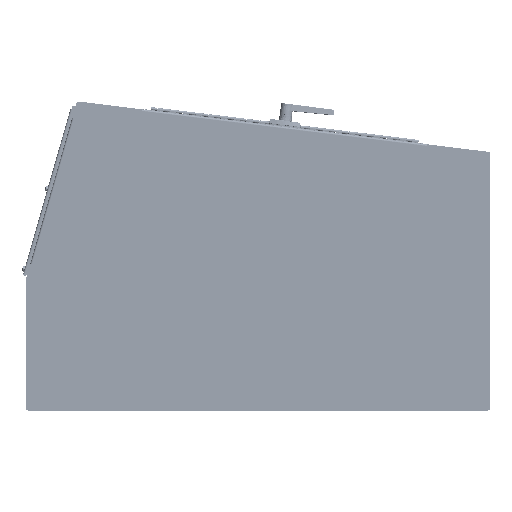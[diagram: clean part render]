
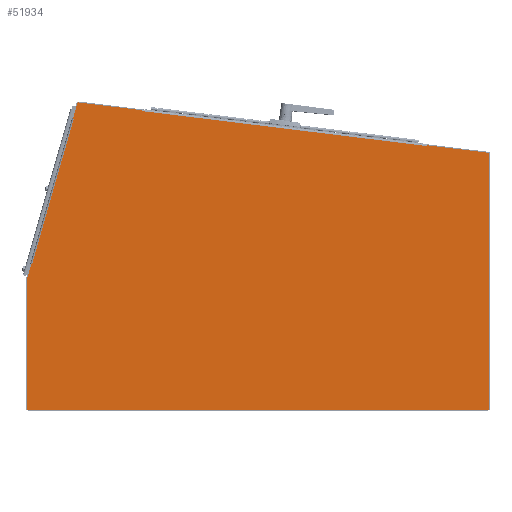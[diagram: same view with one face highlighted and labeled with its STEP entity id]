
A CAD part, left-side view. The second image highlights one B-rep face of the part: STEP entity #51934.
In plain terms, the highlighted face is planar.
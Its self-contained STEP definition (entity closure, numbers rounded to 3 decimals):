
#3130=PLANE('',#55965);
#4694=FACE_OUTER_BOUND('',#7646,.T.);
#7646=EDGE_LOOP('',(#34947,#34948,#34949,#34950,#34951,#34952,#34953,#34954,
#34955,#34956,#34957,#34958,#34959,#34960,#34961,#34962,#34963,#34964,#34965,
#34966,#34967));
#11073=LINE('',#74115,#15605);
#11076=LINE('',#74121,#15608);
#11079=LINE('',#74129,#15611);
#11082=LINE('',#74133,#15614);
#11101=LINE('',#74172,#15633);
#11103=LINE('',#74176,#15635);
#11105=LINE('',#74179,#15637);
#11106=LINE('',#74182,#15638);
#11107=LINE('',#74184,#15639);
#11108=LINE('',#74186,#15640);
#11109=LINE('',#74188,#15641);
#11110=LINE('',#74190,#15642);
#11111=LINE('',#74192,#15643);
#11112=LINE('',#74194,#15644);
#11113=LINE('',#74196,#15645);
#11114=LINE('',#74198,#15646);
#11115=LINE('',#74200,#15647);
#11116=LINE('',#74202,#15648);
#11117=LINE('',#74204,#15649);
#11118=LINE('',#74206,#15650);
#11119=LINE('',#74207,#15651);
#15605=VECTOR('',#60769,0.394);
#15608=VECTOR('',#60774,0.394);
#15611=VECTOR('',#60779,0.394);
#15614=VECTOR('',#60784,0.394);
#15633=VECTOR('',#60807,0.394);
#15635=VECTOR('',#60811,0.394);
#15637=VECTOR('',#60815,0.394);
#15638=VECTOR('',#60818,0.394);
#15639=VECTOR('',#60819,0.394);
#15640=VECTOR('',#60820,0.394);
#15641=VECTOR('',#60821,0.394);
#15642=VECTOR('',#60822,0.394);
#15643=VECTOR('',#60823,0.394);
#15644=VECTOR('',#60824,0.394);
#15645=VECTOR('',#60825,0.394);
#15646=VECTOR('',#60826,0.394);
#15647=VECTOR('',#60827,0.394);
#15648=VECTOR('',#60828,0.394);
#15649=VECTOR('',#60829,0.394);
#15650=VECTOR('',#60830,0.394);
#15651=VECTOR('',#60831,0.394);
#21805=VERTEX_POINT('',#74106);
#21806=VERTEX_POINT('',#74110);
#21808=VERTEX_POINT('',#74119);
#21811=VERTEX_POINT('',#74126);
#21812=VERTEX_POINT('',#74128);
#21829=VERTEX_POINT('',#74169);
#21830=VERTEX_POINT('',#74171);
#21831=VERTEX_POINT('',#74175);
#21832=VERTEX_POINT('',#74181);
#21833=VERTEX_POINT('',#74183);
#21834=VERTEX_POINT('',#74185);
#21835=VERTEX_POINT('',#74187);
#21836=VERTEX_POINT('',#74189);
#21837=VERTEX_POINT('',#74191);
#21838=VERTEX_POINT('',#74193);
#21839=VERTEX_POINT('',#74195);
#21840=VERTEX_POINT('',#74197);
#21841=VERTEX_POINT('',#74199);
#21842=VERTEX_POINT('',#74201);
#21843=VERTEX_POINT('',#74203);
#21844=VERTEX_POINT('',#74205);
#26915=EDGE_CURVE('',#21805,#21806,#11073,.T.);
#26918=EDGE_CURVE('',#21806,#21808,#11076,.T.);
#26921=EDGE_CURVE('',#21812,#21811,#11079,.T.);
#26924=EDGE_CURVE('',#21808,#21812,#11082,.T.);
#26943=EDGE_CURVE('',#21830,#21829,#11101,.T.);
#26945=EDGE_CURVE('',#21831,#21805,#11103,.T.);
#26947=EDGE_CURVE('',#21829,#21831,#11105,.T.);
#26948=EDGE_CURVE('',#21811,#21832,#11106,.T.);
#26949=EDGE_CURVE('',#21832,#21833,#11107,.T.);
#26950=EDGE_CURVE('',#21833,#21834,#11108,.T.);
#26951=EDGE_CURVE('',#21834,#21835,#11109,.T.);
#26952=EDGE_CURVE('',#21835,#21836,#11110,.T.);
#26953=EDGE_CURVE('',#21836,#21837,#11111,.T.);
#26954=EDGE_CURVE('',#21837,#21838,#11112,.T.);
#26955=EDGE_CURVE('',#21838,#21839,#11113,.T.);
#26956=EDGE_CURVE('',#21839,#21840,#11114,.T.);
#26957=EDGE_CURVE('',#21840,#21841,#11115,.T.);
#26958=EDGE_CURVE('',#21841,#21842,#11116,.T.);
#26959=EDGE_CURVE('',#21842,#21843,#11117,.T.);
#26960=EDGE_CURVE('',#21843,#21844,#11118,.T.);
#26961=EDGE_CURVE('',#21844,#21830,#11119,.T.);
#34947=ORIENTED_EDGE('',*,*,#26921,.T.);
#34948=ORIENTED_EDGE('',*,*,#26948,.T.);
#34949=ORIENTED_EDGE('',*,*,#26949,.T.);
#34950=ORIENTED_EDGE('',*,*,#26950,.T.);
#34951=ORIENTED_EDGE('',*,*,#26951,.T.);
#34952=ORIENTED_EDGE('',*,*,#26952,.T.);
#34953=ORIENTED_EDGE('',*,*,#26953,.T.);
#34954=ORIENTED_EDGE('',*,*,#26954,.T.);
#34955=ORIENTED_EDGE('',*,*,#26955,.T.);
#34956=ORIENTED_EDGE('',*,*,#26956,.T.);
#34957=ORIENTED_EDGE('',*,*,#26957,.T.);
#34958=ORIENTED_EDGE('',*,*,#26958,.T.);
#34959=ORIENTED_EDGE('',*,*,#26959,.T.);
#34960=ORIENTED_EDGE('',*,*,#26960,.T.);
#34961=ORIENTED_EDGE('',*,*,#26961,.T.);
#34962=ORIENTED_EDGE('',*,*,#26943,.T.);
#34963=ORIENTED_EDGE('',*,*,#26947,.T.);
#34964=ORIENTED_EDGE('',*,*,#26945,.T.);
#34965=ORIENTED_EDGE('',*,*,#26915,.T.);
#34966=ORIENTED_EDGE('',*,*,#26918,.T.);
#34967=ORIENTED_EDGE('',*,*,#26924,.T.);
#51934=ADVANCED_FACE('',(#4694),#3130,.F.);
#55965=AXIS2_PLACEMENT_3D('',#74180,#60816,#60817);
#60769=DIRECTION('',(-0.122,0.993,0.));
#60774=DIRECTION('',(0.993,0.122,0.));
#60779=DIRECTION('',(-0.993,-0.122,0.));
#60784=DIRECTION('',(-0.122,0.993,0.));
#60807=DIRECTION('',(0.993,0.122,0.));
#60811=DIRECTION('',(-0.993,-0.122,0.));
#60815=DIRECTION('',(-0.122,0.993,0.));
#60816=DIRECTION('center_axis',(0.,0.,1.));
#60817=DIRECTION('ref_axis',(1.,0.,0.));
#60818=DIRECTION('',(-0.122,0.993,0.));
#60819=DIRECTION('',(0.961,0.276,0.));
#60820=DIRECTION('',(0.276,-0.961,0.));
#60821=DIRECTION('',(0.961,0.276,0.));
#60822=DIRECTION('',(-0.276,0.961,0.));
#60823=DIRECTION('',(0.961,0.276,0.));
#60824=DIRECTION('',(0.276,-0.961,0.));
#60825=DIRECTION('',(0.961,0.276,0.));
#60826=DIRECTION('',(-0.276,0.961,0.));
#60827=DIRECTION('',(0.961,0.276,0.));
#60828=DIRECTION('',(1.,0.,0.));
#60829=DIRECTION('',(0.,-1.,0.));
#60830=DIRECTION('',(-1.,0.,0.));
#60831=DIRECTION('',(-0.122,0.993,0.));
#74106=CARTESIAN_POINT('',(-20.594,4.94,0.));
#74110=CARTESIAN_POINT('',(-23.315,27.102,0.));
#74115=CARTESIAN_POINT('',(-22.669,21.841,0.));
#74119=CARTESIAN_POINT('',(-23.315,27.102,0.));
#74121=CARTESIAN_POINT('',(-17.68,27.794,0.));
#74126=CARTESIAN_POINT('',(-23.377,27.094,0.));
#74128=CARTESIAN_POINT('',(-23.315,27.102,0.));
#74129=CARTESIAN_POINT('',(-17.711,27.79,0.));
#74133=CARTESIAN_POINT('',(-22.669,21.841,0.));
#74169=CARTESIAN_POINT('',(-20.594,4.94,0.));
#74171=CARTESIAN_POINT('',(-20.656,4.932,0.));
#74172=CARTESIAN_POINT('',(-14.959,5.632,0.));
#74175=CARTESIAN_POINT('',(-20.594,4.94,0.));
#74176=CARTESIAN_POINT('',(-14.99,5.628,0.));
#74179=CARTESIAN_POINT('',(-21.308,10.76,0.));
#74180=CARTESIAN_POINT('Origin',(-10.754,17.964,0.));
#74181=CARTESIAN_POINT('',(-23.993,32.107,0.));
#74182=CARTESIAN_POINT('',(-20.06,0.074,0.));
#74183=CARTESIAN_POINT('',(-22.742,32.466,0.));
#74184=CARTESIAN_POINT('',(-23.993,32.107,0.));
#74185=CARTESIAN_POINT('',(-22.725,32.406,0.));
#74186=CARTESIAN_POINT('',(-20.357,24.147,0.));
#74187=CARTESIAN_POINT('',(-22.725,32.406,0.));
#74188=CARTESIAN_POINT('',(-19.107,33.443,0.));
#74189=CARTESIAN_POINT('',(-22.725,32.406,0.));
#74190=CARTESIAN_POINT('',(-20.365,24.178,0.));
#74191=CARTESIAN_POINT('',(-11.383,35.658,0.));
#74192=CARTESIAN_POINT('',(-13.436,35.069,0.));
#74193=CARTESIAN_POINT('',(-11.383,35.658,0.));
#74194=CARTESIAN_POINT('',(-9.015,27.4,0.));
#74195=CARTESIAN_POINT('',(-11.383,35.658,0.));
#74196=CARTESIAN_POINT('',(-13.436,35.069,0.));
#74197=CARTESIAN_POINT('',(-11.4,35.718,0.));
#74198=CARTESIAN_POINT('',(-9.023,27.43,0.));
#74199=CARTESIAN_POINT('',(-10.24,36.051,0.));
#74200=CARTESIAN_POINT('',(-23.993,32.107,0.));
#74201=CARTESIAN_POINT('',(-0.074,36.051,0.));
#74202=CARTESIAN_POINT('',(-10.24,36.051,0.));
#74203=CARTESIAN_POINT('',(-0.074,0.074,0.));
#74204=CARTESIAN_POINT('',(-0.074,36.051,0.));
#74205=CARTESIAN_POINT('',(-20.06,0.074,0.));
#74206=CARTESIAN_POINT('',(-0.074,0.074,0.));
#74207=CARTESIAN_POINT('',(-20.06,0.074,0.));
